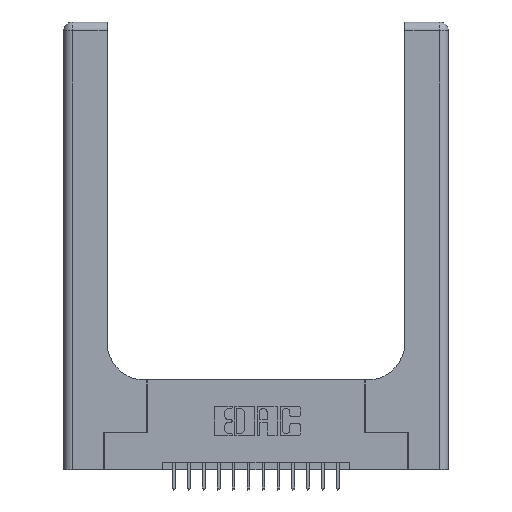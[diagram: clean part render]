
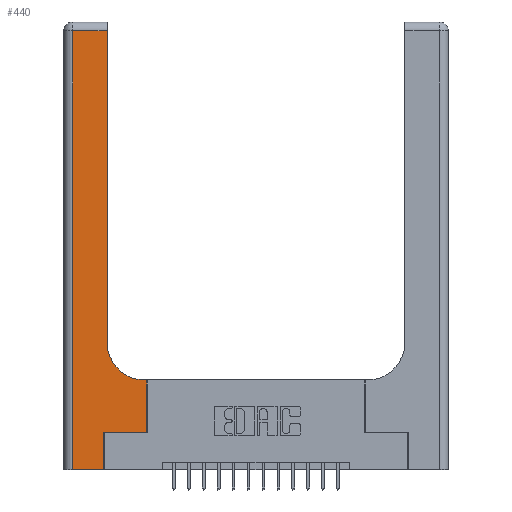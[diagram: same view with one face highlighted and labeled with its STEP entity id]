
A CAD part, top view. The second image highlights one B-rep face of the part: STEP entity #440.
In plain terms, the highlighted planar face has unit normal (0, 0, 1).
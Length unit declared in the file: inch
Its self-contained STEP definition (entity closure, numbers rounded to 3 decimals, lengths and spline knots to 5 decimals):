
#375 = PLANE ( 'NONE',  #15881 ) ;
#440 = ADVANCED_FACE ( 'NONE', ( #16257 ), #375, .F. ) ;
#1437 = LINE ( 'NONE', #5638, #14820 ) ;
#1487 = DIRECTION ( 'NONE',  ( 0., 1., 0. ) ) ;
#1540 = EDGE_CURVE ( 'NONE', #4242, #3456, #17672, .T. ) ;
#1678 = DIRECTION ( 'NONE',  ( -1., 0., 0. ) ) ;
#1743 = VECTOR ( 'NONE', #14050, 39.37008 ) ;
#1883 = DIRECTION ( 'NONE',  ( 0., -1., 0. ) ) ;
#1888 = ORIENTED_EDGE ( 'NONE', *, *, #6553, .T. ) ;
#2107 = VERTEX_POINT ( 'NONE', #8668 ) ;
#2120 = CARTESIAN_POINT ( 'NONE',  ( 0.5585, 0.6, 0.37 ) ) ;
#2129 = ORIENTED_EDGE ( 'NONE', *, *, #9031, .T. ) ;
#2159 = VECTOR ( 'NONE', #11893, 39.37008 ) ;
#2274 = CARTESIAN_POINT ( 'NONE',  ( 0.5415, 0.6, 0.37 ) ) ;
#2799 = DIRECTION ( 'NONE',  ( -1., 0., 0. ) ) ;
#2827 = CARTESIAN_POINT ( 'NONE',  ( 0.06, 2.94, 0.37 ) ) ;
#2897 = LINE ( 'NONE', #15811, #9581 ) ;
#3070 = EDGE_CURVE ( 'NONE', #12888, #18166, #13304, .T. ) ;
#3306 = CARTESIAN_POINT ( 'NONE',  ( 0.2915, 3., 0.37 ) ) ;
#3335 = VERTEX_POINT ( 'NONE', #2120 ) ;
#3456 = VERTEX_POINT ( 'NONE', #12878 ) ;
#4065 = CARTESIAN_POINT ( 'NONE',  ( 0.2915, 0.85, 0.37 ) ) ;
#4198 = CIRCLE ( 'NONE', #6060, 0.25 ) ;
#4242 = VERTEX_POINT ( 'NONE', #4245 ) ;
#4245 = CARTESIAN_POINT ( 'NONE',  ( 0.269, 0.25, 0.37 ) ) ;
#4261 = EDGE_CURVE ( 'NONE', #16083, #12888, #2897, .T. ) ;
#4272 = LINE ( 'NONE', #15738, #1743 ) ;
#4495 = DIRECTION ( 'NONE',  ( 0., 0., -1. ) ) ;
#4502 = ORIENTED_EDGE ( 'NONE', *, *, #8314, .T. ) ;
#4565 = LINE ( 'NONE', #10375, #6677 ) ;
#4845 = CARTESIAN_POINT ( 'NONE',  ( 0.2915, 0.6, 0.37 ) ) ;
#5085 = ORIENTED_EDGE ( 'NONE', *, *, #11912, .T. ) ;
#5497 = ORIENTED_EDGE ( 'NONE', *, *, #7346, .T. ) ;
#5638 = CARTESIAN_POINT ( 'NONE',  ( 0., 0., 0.37 ) ) ;
#5844 = DIRECTION ( 'NONE',  ( 1., 0., 0. ) ) ;
#6060 = AXIS2_PLACEMENT_3D ( 'NONE', #14159, #4495, #14813 ) ;
#6188 = ORIENTED_EDGE ( 'NONE', *, *, #1540, .T. ) ;
#6241 = VECTOR ( 'NONE', #1883, 39.37008 ) ;
#6553 = EDGE_CURVE ( 'NONE', #2107, #4242, #4272, .T. ) ;
#6677 = VECTOR ( 'NONE', #1487, 39.37008 ) ;
#7346 = EDGE_CURVE ( 'NONE', #10609, #17373, #4198, .T. ) ;
#8054 = VECTOR ( 'NONE', #10448, 39.37008 ) ;
#8314 = EDGE_CURVE ( 'NONE', #3456, #3335, #4565, .T. ) ;
#8668 = CARTESIAN_POINT ( 'NONE',  ( 0.269, 0., 0.37 ) ) ;
#9031 = EDGE_CURVE ( 'NONE', #18166, #2107, #1437, .T. ) ;
#9046 = CARTESIAN_POINT ( 'NONE',  ( 0.06, 0., 0.37 ) ) ;
#9211 = DIRECTION ( 'NONE',  ( -1., 0., 0. ) ) ;
#9223 = CARTESIAN_POINT ( 'NONE',  ( 0.06, 3., 0.37 ) ) ;
#9581 = VECTOR ( 'NONE', #2799, 39.37008 ) ;
#10282 = VECTOR ( 'NONE', #9211, 39.37008 ) ;
#10375 = CARTESIAN_POINT ( 'NONE',  ( 0.5585, 0.25, 0.37 ) ) ;
#10448 = DIRECTION ( 'NONE',  ( 1., 0., 0. ) ) ;
#10609 = VERTEX_POINT ( 'NONE', #2274 ) ;
#11337 = CARTESIAN_POINT ( 'NONE',  ( 0.2915, 2.94, 0.37 ) ) ;
#11893 = DIRECTION ( 'NONE',  ( 0., 1., 0. ) ) ;
#11912 = EDGE_CURVE ( 'NONE', #17373, #16083, #14707, .T. ) ;
#12244 = LINE ( 'NONE', #4845, #10282 ) ;
#12878 = CARTESIAN_POINT ( 'NONE',  ( 0.5585, 0.25, 0.37 ) ) ;
#12888 = VERTEX_POINT ( 'NONE', #2827 ) ;
#13269 = CARTESIAN_POINT ( 'NONE',  ( 0.269, 0.25, 0.37 ) ) ;
#13304 = LINE ( 'NONE', #9223, #6241 ) ;
#13453 = CARTESIAN_POINT ( 'NONE',  ( 0., 3., 0.37 ) ) ;
#13603 = EDGE_CURVE ( 'NONE', #3335, #10609, #12244, .T. ) ;
#13630 = DIRECTION ( 'NONE',  ( 0., 0., -1. ) ) ;
#13685 = ORIENTED_EDGE ( 'NONE', *, *, #13603, .T. ) ;
#14050 = DIRECTION ( 'NONE',  ( 0., 1., 0. ) ) ;
#14159 = CARTESIAN_POINT ( 'NONE',  ( 0.5415, 0.85, 0.37 ) ) ;
#14462 = EDGE_LOOP ( 'NONE', ( #5085, #17079, #17799, #2129, #1888, #6188, #4502, #13685, #5497 ) ) ;
#14707 = LINE ( 'NONE', #3306, #2159 ) ;
#14813 = DIRECTION ( 'NONE',  ( 1., 0., 0. ) ) ;
#14820 = VECTOR ( 'NONE', #5844, 39.37008 ) ;
#15738 = CARTESIAN_POINT ( 'NONE',  ( 0.269, 0., 0.37 ) ) ;
#15811 = CARTESIAN_POINT ( 'NONE',  ( 0., 2.94, 0.37 ) ) ;
#15881 = AXIS2_PLACEMENT_3D ( 'NONE', #13453, #13630, #1678 ) ;
#16083 = VERTEX_POINT ( 'NONE', #11337 ) ;
#16257 = FACE_OUTER_BOUND ( 'NONE', #14462, .T. ) ;
#17079 = ORIENTED_EDGE ( 'NONE', *, *, #4261, .T. ) ;
#17373 = VERTEX_POINT ( 'NONE', #4065 ) ;
#17672 = LINE ( 'NONE', #13269, #8054 ) ;
#17799 = ORIENTED_EDGE ( 'NONE', *, *, #3070, .T. ) ;
#18166 = VERTEX_POINT ( 'NONE', #9046 ) ;
